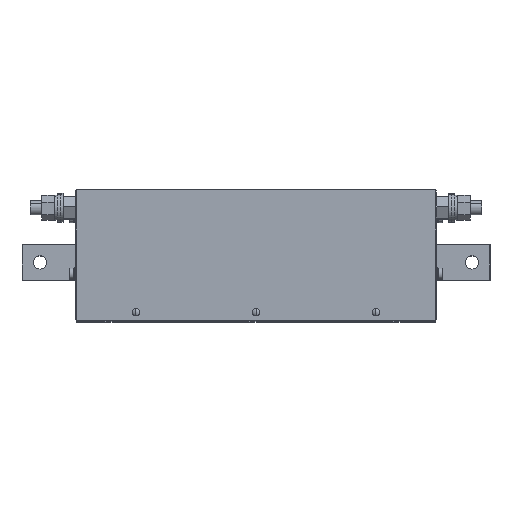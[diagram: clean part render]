
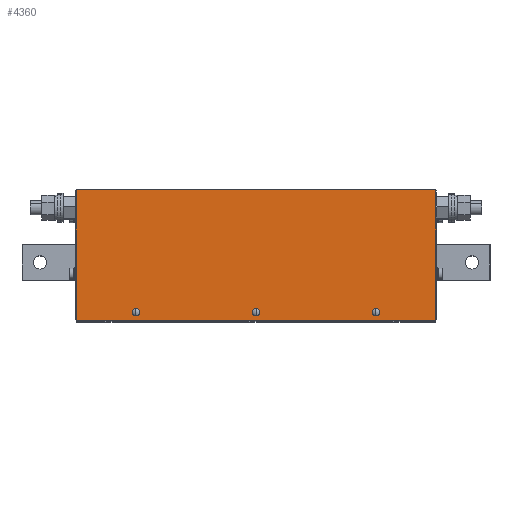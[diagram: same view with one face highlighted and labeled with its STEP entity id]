
A CAD part, top view. The second image highlights one B-rep face of the part: STEP entity #4360.
In plain terms, the highlighted planar face has unit normal (0, 0, 1).
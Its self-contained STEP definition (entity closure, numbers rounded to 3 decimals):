
#22 = ORIENTED_EDGE ( 'NONE', *, *, #5438, .F. ) ;
#371 = DIRECTION ( 'NONE',  ( 0., 0., -1. ) ) ;
#475 = VERTEX_POINT ( 'NONE', #8007 ) ;
#577 = CIRCLE ( 'NONE', #5890, 3.15 ) ;
#744 = EDGE_CURVE ( 'NONE', #5061, #3902, #7182, .T. ) ;
#745 = LINE ( 'NONE', #8156, #1561 ) ;
#923 = CARTESIAN_POINT ( 'NONE',  ( 150., 109., 105. ) ) ;
#925 = FACE_OUTER_BOUND ( 'NONE', #1682, .T. ) ;
#1208 = EDGE_CURVE ( 'NONE', #3735, #5716, #3171, .T. ) ;
#1352 = CARTESIAN_POINT ( 'NONE',  ( -96.85, 7., 105. ) ) ;
#1423 = CARTESIAN_POINT ( 'NONE',  ( -150., 109., 105. ) ) ;
#1522 = ORIENTED_EDGE ( 'NONE', *, *, #1600, .F. ) ;
#1561 = VECTOR ( 'NONE', #4369, 1000. ) ;
#1600 = EDGE_CURVE ( 'NONE', #3902, #5061, #577, .T. ) ;
#1602 = LINE ( 'NONE', #923, #4883 ) ;
#1682 = EDGE_LOOP ( 'NONE', ( #7487, #5469, #3338, #2689 ) ) ;
#1725 = VERTEX_POINT ( 'NONE', #1423 ) ;
#1828 = CARTESIAN_POINT ( 'NONE',  ( 0., 7., 105. ) ) ;
#1867 = AXIS2_PLACEMENT_3D ( 'NONE', #6372, #371, #7089 ) ;
#1976 = VECTOR ( 'NONE', #8894, 1000. ) ;
#2043 = EDGE_CURVE ( 'NONE', #3818, #475, #3486, .T. ) ;
#2176 = EDGE_LOOP ( 'NONE', ( #1522, #8233 ) ) ;
#2208 = EDGE_CURVE ( 'NONE', #5716, #3735, #7846, .T. ) ;
#2607 = DIRECTION ( 'NONE',  ( 0., 0., 1. ) ) ;
#2634 = CARTESIAN_POINT ( 'NONE',  ( -3.15, 7., 105. ) ) ;
#2689 = ORIENTED_EDGE ( 'NONE', *, *, #2983, .T. ) ;
#2690 = CARTESIAN_POINT ( 'NONE',  ( -103.15, 7., 105. ) ) ;
#2769 = CARTESIAN_POINT ( 'NONE',  ( 150., 0., 105. ) ) ;
#2851 = CARTESIAN_POINT ( 'NONE',  ( 3.15, 7., 105. ) ) ;
#2857 = CIRCLE ( 'NONE', #4848, 3.15 ) ;
#2880 = VERTEX_POINT ( 'NONE', #6914 ) ;
#2983 = EDGE_CURVE ( 'NONE', #2880, #1725, #1602, .T. ) ;
#3063 = DIRECTION ( 'NONE',  ( 0., 0., 1. ) ) ;
#3088 = AXIS2_PLACEMENT_3D ( 'NONE', #7692, #5638, #6351 ) ;
#3171 = CIRCLE ( 'NONE', #7467, 3.15 ) ;
#3338 = ORIENTED_EDGE ( 'NONE', *, *, #4696, .F. ) ;
#3486 = LINE ( 'NONE', #2769, #5994 ) ;
#3596 = DIRECTION ( 'NONE',  ( 0., 0., 1. ) ) ;
#3735 = VERTEX_POINT ( 'NONE', #1352 ) ;
#3818 = VERTEX_POINT ( 'NONE', #5672 ) ;
#3849 = EDGE_CURVE ( 'NONE', #1725, #475, #4944, .T. ) ;
#3866 = ORIENTED_EDGE ( 'NONE', *, *, #1208, .F. ) ;
#3902 = VERTEX_POINT ( 'NONE', #2851 ) ;
#3970 = EDGE_CURVE ( 'NONE', #6691, #6841, #6320, .T. ) ;
#4061 = DIRECTION ( 'NONE',  ( -1., 0., 0. ) ) ;
#4260 = DIRECTION ( 'NONE',  ( 0., 1., 0. ) ) ;
#4360 = ADVANCED_FACE ( 'NONE', ( #8881, #7538, #5822, #925 ), #5150, .F. ) ;
#4369 = DIRECTION ( 'NONE',  ( 0., -1., 0. ) ) ;
#4696 = EDGE_CURVE ( 'NONE', #2880, #3818, #745, .T. ) ;
#4813 = CARTESIAN_POINT ( 'NONE',  ( -150., 109., 105. ) ) ;
#4848 = AXIS2_PLACEMENT_3D ( 'NONE', #6150, #3596, #4260 ) ;
#4883 = VECTOR ( 'NONE', #6408, 1000. ) ;
#4944 = LINE ( 'NONE', #4813, #1976 ) ;
#5061 = VERTEX_POINT ( 'NONE', #2634 ) ;
#5074 = DIRECTION ( 'NONE',  ( 0., 0., 1. ) ) ;
#5112 = CARTESIAN_POINT ( 'NONE',  ( 100., 7., 105. ) ) ;
#5150 = PLANE ( 'NONE',  #1867 ) ;
#5438 = EDGE_CURVE ( 'NONE', #6841, #6691, #2857, .T. ) ;
#5442 = DIRECTION ( 'NONE',  ( 0., 0., 1. ) ) ;
#5469 = ORIENTED_EDGE ( 'NONE', *, *, #2043, .F. ) ;
#5638 = DIRECTION ( 'NONE',  ( 0., 0., 1. ) ) ;
#5672 = CARTESIAN_POINT ( 'NONE',  ( 150., 0., 105. ) ) ;
#5689 = ORIENTED_EDGE ( 'NONE', *, *, #2208, .F. ) ;
#5716 = VERTEX_POINT ( 'NONE', #2690 ) ;
#5799 = DIRECTION ( 'NONE',  ( 0., 1., 0. ) ) ;
#5822 = FACE_BOUND ( 'NONE', #8626, .T. ) ;
#5890 = AXIS2_PLACEMENT_3D ( 'NONE', #1828, #2607, #8162 ) ;
#5994 = VECTOR ( 'NONE', #4061, 1000. ) ;
#6045 = AXIS2_PLACEMENT_3D ( 'NONE', #6470, #3063, #5799 ) ;
#6150 = CARTESIAN_POINT ( 'NONE',  ( 100., 7., 105. ) ) ;
#6320 = CIRCLE ( 'NONE', #7742, 3.15 ) ;
#6351 = DIRECTION ( 'NONE',  ( 0., 1., 0. ) ) ;
#6372 = CARTESIAN_POINT ( 'NONE',  ( 150., 109., 105. ) ) ;
#6408 = DIRECTION ( 'NONE',  ( -1., 0., 0. ) ) ;
#6470 = CARTESIAN_POINT ( 'NONE',  ( 0., 7., 105. ) ) ;
#6691 = VERTEX_POINT ( 'NONE', #8712 ) ;
#6740 = DIRECTION ( 'NONE',  ( 0., 1., 0. ) ) ;
#6841 = VERTEX_POINT ( 'NONE', #8128 ) ;
#6914 = CARTESIAN_POINT ( 'NONE',  ( 150., 109., 105. ) ) ;
#7089 = DIRECTION ( 'NONE',  ( 0., 1., 0. ) ) ;
#7182 = CIRCLE ( 'NONE', #6045, 3.15 ) ;
#7313 = EDGE_LOOP ( 'NONE', ( #3866, #5689 ) ) ;
#7467 = AXIS2_PLACEMENT_3D ( 'NONE', #8037, #5442, #6740 ) ;
#7487 = ORIENTED_EDGE ( 'NONE', *, *, #3849, .T. ) ;
#7538 = FACE_BOUND ( 'NONE', #2176, .T. ) ;
#7692 = CARTESIAN_POINT ( 'NONE',  ( -100., 7., 105. ) ) ;
#7742 = AXIS2_PLACEMENT_3D ( 'NONE', #5112, #5074, #8562 ) ;
#7846 = CIRCLE ( 'NONE', #3088, 3.15 ) ;
#8007 = CARTESIAN_POINT ( 'NONE',  ( -150., 0., 105. ) ) ;
#8037 = CARTESIAN_POINT ( 'NONE',  ( -100., 7., 105. ) ) ;
#8128 = CARTESIAN_POINT ( 'NONE',  ( 103.15, 7., 105. ) ) ;
#8156 = CARTESIAN_POINT ( 'NONE',  ( 150., 109., 105. ) ) ;
#8162 = DIRECTION ( 'NONE',  ( 0., 1., 0. ) ) ;
#8233 = ORIENTED_EDGE ( 'NONE', *, *, #744, .F. ) ;
#8466 = ORIENTED_EDGE ( 'NONE', *, *, #3970, .F. ) ;
#8562 = DIRECTION ( 'NONE',  ( 0., 1., 0. ) ) ;
#8626 = EDGE_LOOP ( 'NONE', ( #22, #8466 ) ) ;
#8712 = CARTESIAN_POINT ( 'NONE',  ( 96.85, 7., 105. ) ) ;
#8881 = FACE_BOUND ( 'NONE', #7313, .T. ) ;
#8894 = DIRECTION ( 'NONE',  ( 0., -1., 0. ) ) ;
